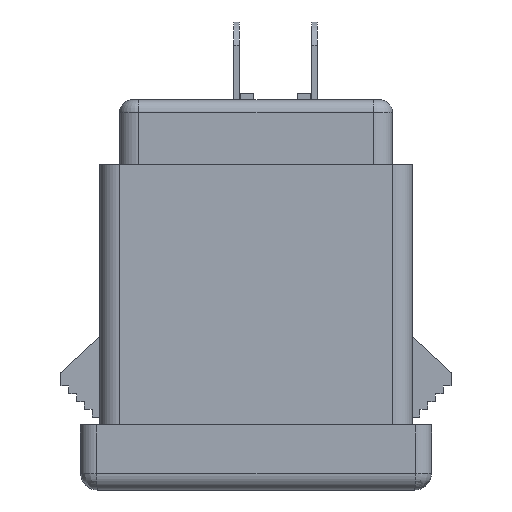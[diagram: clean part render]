
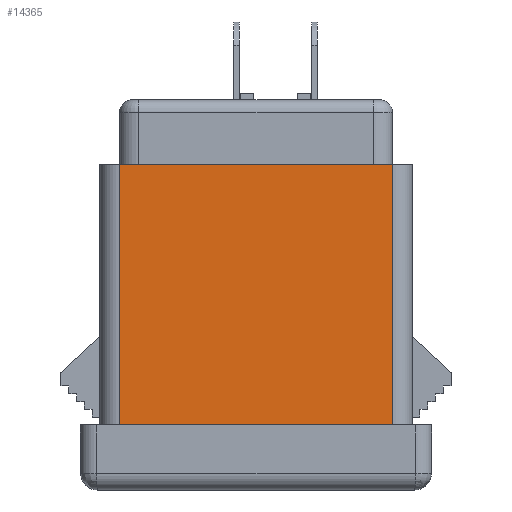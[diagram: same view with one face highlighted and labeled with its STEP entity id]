
A CAD part, left-side view. The second image highlights one B-rep face of the part: STEP entity #14365.
In plain terms, the highlighted planar face has unit normal (-1, 0, 0).
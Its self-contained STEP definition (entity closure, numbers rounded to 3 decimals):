
#165 = CARTESIAN_POINT ( 'NONE',  ( -12., 10.5, 0. ) ) ;
#1249 = CARTESIAN_POINT ( 'NONE',  ( -12., -10.5, 0. ) ) ;
#1797 = LINE ( 'NONE', #5492, #18464 ) ;
#2496 = ORIENTED_EDGE ( 'NONE', *, *, #11626, .T. ) ;
#3232 = VERTEX_POINT ( 'NONE', #5438 ) ;
#4018 = PLANE ( 'NONE',  #20921 ) ;
#4393 = VECTOR ( 'NONE', #8494, 1000. ) ;
#5438 = CARTESIAN_POINT ( 'NONE',  ( -12., 10.5, 20. ) ) ;
#5492 = CARTESIAN_POINT ( 'NONE',  ( -12., 10.5, 20. ) ) ;
#5758 = EDGE_CURVE ( 'NONE', #13150, #16844, #11964, .T. ) ;
#6132 = VECTOR ( 'NONE', #16921, 1000. ) ;
#6186 = VECTOR ( 'NONE', #8178, 1000. ) ;
#8178 = DIRECTION ( 'NONE',  ( 0., 0., 1. ) ) ;
#8434 = FACE_OUTER_BOUND ( 'NONE', #12153, .T. ) ;
#8477 = LINE ( 'NONE', #20141, #6132 ) ;
#8494 = DIRECTION ( 'NONE',  ( 0., -1., 0. ) ) ;
#10681 = CARTESIAN_POINT ( 'NONE',  ( -12., -10.5, 20. ) ) ;
#11342 = DIRECTION ( 'NONE',  ( 0., 0., -1. ) ) ;
#11626 = EDGE_CURVE ( 'NONE', #12672, #13150, #8477, .T. ) ;
#11840 = EDGE_CURVE ( 'NONE', #3232, #12672, #1797, .T. ) ;
#11964 = LINE ( 'NONE', #18162, #6186 ) ;
#12153 = EDGE_LOOP ( 'NONE', ( #2496, #16174, #17666, #19789 ) ) ;
#12672 = VERTEX_POINT ( 'NONE', #165 ) ;
#13150 = VERTEX_POINT ( 'NONE', #1249 ) ;
#13607 = CARTESIAN_POINT ( 'NONE',  ( -12., 12., 20. ) ) ;
#14026 = LINE ( 'NONE', #13607, #4393 ) ;
#14365 = ADVANCED_FACE ( 'NONE', ( #8434 ), #4018, .F. ) ;
#15569 = CARTESIAN_POINT ( 'NONE',  ( -12., 12., 20. ) ) ;
#16174 = ORIENTED_EDGE ( 'NONE', *, *, #5758, .T. ) ;
#16844 = VERTEX_POINT ( 'NONE', #10681 ) ;
#16921 = DIRECTION ( 'NONE',  ( 0., -1., 0. ) ) ;
#17666 = ORIENTED_EDGE ( 'NONE', *, *, #21667, .F. ) ;
#18162 = CARTESIAN_POINT ( 'NONE',  ( -12., -10.5, 20. ) ) ;
#18464 = VECTOR ( 'NONE', #11342, 1000. ) ;
#19138 = DIRECTION ( 'NONE',  ( 1., 0., 0. ) ) ;
#19199 = DIRECTION ( 'NONE',  ( 0., 1., 0. ) ) ;
#19789 = ORIENTED_EDGE ( 'NONE', *, *, #11840, .T. ) ;
#20141 = CARTESIAN_POINT ( 'NONE',  ( -12., 12., 0. ) ) ;
#20921 = AXIS2_PLACEMENT_3D ( 'NONE', #15569, #19138, #19199 ) ;
#21667 = EDGE_CURVE ( 'NONE', #3232, #16844, #14026, .T. ) ;
